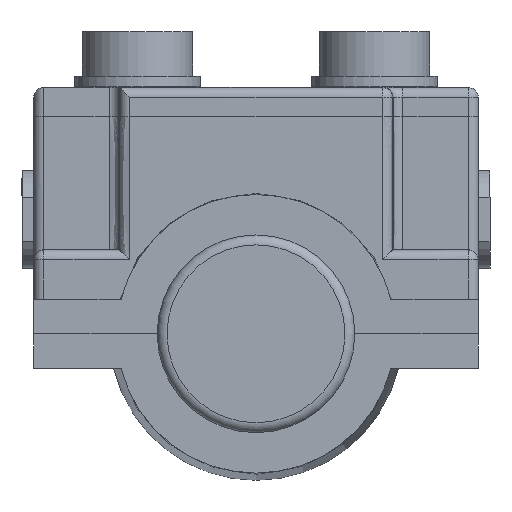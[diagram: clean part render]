
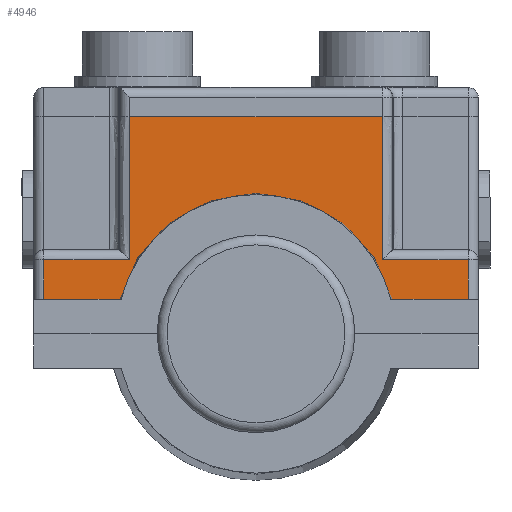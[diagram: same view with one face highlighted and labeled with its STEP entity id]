
A CAD part, front view. The second image highlights one B-rep face of the part: STEP entity #4946.
In plain terms, the highlighted planar face has unit normal (0, -1, 0).
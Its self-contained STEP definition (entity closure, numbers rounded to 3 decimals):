
#66=B_SPLINE_CURVE_WITH_KNOTS('',3,(#7741,#7742,#7743,#7744),
 .UNSPECIFIED.,.F.,.F.,(4,4),(-1.45,0.),.UNSPECIFIED.);
#76=B_SPLINE_CURVE_WITH_KNOTS('',3,(#8017,#8018,#8019,#8020),
 .UNSPECIFIED.,.F.,.F.,(4,4),(-1.35,0.1),.UNSPECIFIED.);
#385=PLANE('',#5419);
#666=LINE('',#7717,#1175);
#668=LINE('',#7778,#1177);
#670=LINE('',#7796,#1179);
#709=LINE('',#8049,#1218);
#711=LINE('',#8055,#1220);
#860=LINE('',#8377,#1369);
#861=LINE('',#8378,#1370);
#1175=VECTOR('',#6198,10.);
#1177=VECTOR('',#6202,10.);
#1179=VECTOR('',#6208,10.);
#1218=VECTOR('',#6307,10.);
#1220=VECTOR('',#6313,10.);
#1369=VECTOR('',#6582,10.);
#1370=VECTOR('',#6583,10.);
#1660=FACE_OUTER_BOUND('',#1978,.T.);
#1978=EDGE_LOOP('',(#4352,#4353,#4354,#4355,#4356,#4357,#4358,#4359,#4360,
#4361));
#2156=CIRCLE('',#5344,14.109);
#2431=VERTEX_POINT('',#7710);
#2433=VERTEX_POINT('',#7715);
#2434=VERTEX_POINT('',#7739);
#2435=VERTEX_POINT('',#7740);
#2439=VERTEX_POINT('',#7795);
#2474=VERTEX_POINT('',#7969);
#2475=VERTEX_POINT('',#7971);
#2484=VERTEX_POINT('',#8016);
#2486=VERTEX_POINT('',#8037);
#2488=VERTEX_POINT('',#8051);
#2987=EDGE_CURVE('',#2433,#2431,#666,.T.);
#2989=EDGE_CURVE('',#2434,#2435,#66,.T.);
#2994=EDGE_CURVE('',#2431,#2434,#668,.T.);
#2998=EDGE_CURVE('',#2439,#2435,#670,.T.);
#3040=EDGE_CURVE('',#2475,#2474,#2156,.T.);
#3053=EDGE_CURVE('',#2439,#2484,#76,.T.);
#3062=EDGE_CURVE('',#2484,#2486,#709,.T.);
#3065=EDGE_CURVE('',#2486,#2488,#711,.T.);
#3229=EDGE_CURVE('',#2433,#2475,#860,.T.);
#3230=EDGE_CURVE('',#2474,#2488,#861,.T.);
#4352=ORIENTED_EDGE('',*,*,#2987,.F.);
#4353=ORIENTED_EDGE('',*,*,#3229,.T.);
#4354=ORIENTED_EDGE('',*,*,#3040,.T.);
#4355=ORIENTED_EDGE('',*,*,#3230,.T.);
#4356=ORIENTED_EDGE('',*,*,#3065,.F.);
#4357=ORIENTED_EDGE('',*,*,#3062,.F.);
#4358=ORIENTED_EDGE('',*,*,#3053,.F.);
#4359=ORIENTED_EDGE('',*,*,#2998,.T.);
#4360=ORIENTED_EDGE('',*,*,#2989,.F.);
#4361=ORIENTED_EDGE('',*,*,#2994,.F.);
#4946=ADVANCED_FACE('',(#1660),#385,.F.);
#5344=AXIS2_PLACEMENT_3D('',#7972,#6266,#6267);
#5419=AXIS2_PLACEMENT_3D('',#8376,#6580,#6581);
#6198=DIRECTION('',(0.,0.,1.));
#6202=DIRECTION('',(1.,0.,0.));
#6208=DIRECTION('',(-1.,0.,0.));
#6266=DIRECTION('center_axis',(0.,1.,0.));
#6267=DIRECTION('ref_axis',(0.969,0.,0.248));
#6307=DIRECTION('',(1.,0.,0.));
#6313=DIRECTION('',(0.,0.,-1.));
#6580=DIRECTION('center_axis',(0.,1.,0.));
#6581=DIRECTION('ref_axis',(0.,0.,1.));
#6582=DIRECTION('',(1.,0.,0.));
#6583=DIRECTION('',(1.,0.,0.));
#7710=CARTESIAN_POINT('',(-21.5,-140.,7.5));
#7715=CARTESIAN_POINT('',(-21.5,-140.,3.5));
#7717=CARTESIAN_POINT('',(-21.5,-140.,17.88));
#7739=CARTESIAN_POINT('',(-12.81,-140.,7.5));
#7740=CARTESIAN_POINT('',(-12.81,-140.,22.));
#7741=CARTESIAN_POINT('Ctrl Pts',(-12.81,-140.,7.5));
#7742=CARTESIAN_POINT('Ctrl Pts',(-12.81,-140.,12.333));
#7743=CARTESIAN_POINT('Ctrl Pts',(-12.81,-140.,17.167));
#7744=CARTESIAN_POINT('Ctrl Pts',(-12.81,-140.,22.));
#7778=CARTESIAN_POINT('',(-9.075,-140.,7.5));
#7795=CARTESIAN_POINT('',(12.81,-140.,22.));
#7796=CARTESIAN_POINT('',(22.5,-140.,22.));
#7969=CARTESIAN_POINT('',(13.668,-140.,3.5));
#7971=CARTESIAN_POINT('',(-13.668,-140.,3.5));
#7972=CARTESIAN_POINT('Origin',(0.,-140.,0.));
#8016=CARTESIAN_POINT('',(12.81,-140.,7.5));
#8017=CARTESIAN_POINT('Ctrl Pts',(12.81,-140.,22.));
#8018=CARTESIAN_POINT('Ctrl Pts',(12.81,-140.,17.167));
#8019=CARTESIAN_POINT('Ctrl Pts',(12.81,-140.,12.333));
#8020=CARTESIAN_POINT('Ctrl Pts',(12.81,-140.,7.5));
#8037=CARTESIAN_POINT('',(21.5,-140.,7.5));
#8049=CARTESIAN_POINT('',(9.075,-140.,7.5));
#8051=CARTESIAN_POINT('',(21.5,-140.,3.5));
#8055=CARTESIAN_POINT('',(21.5,-140.,8.63));
#8376=CARTESIAN_POINT('Origin',(0.,-140.,13.76));
#8377=CARTESIAN_POINT('',(-22.5,-140.,3.5));
#8378=CARTESIAN_POINT('',(-22.5,-140.,3.5));
